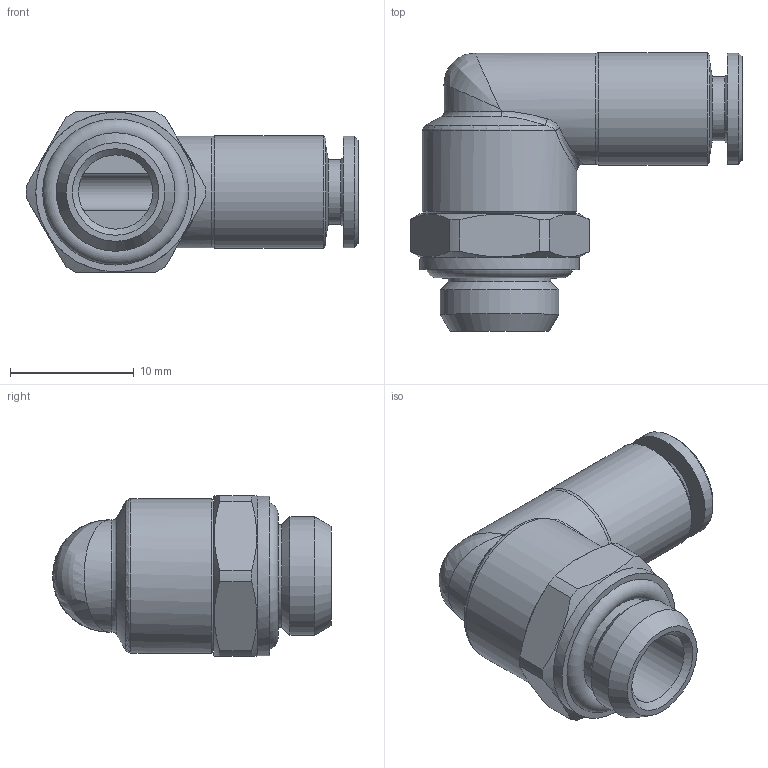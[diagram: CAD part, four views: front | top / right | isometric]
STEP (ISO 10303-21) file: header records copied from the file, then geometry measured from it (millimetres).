
FILE_DESCRIPTION(/* description */ ('STEP AP214'),/* implementation_level */ '2;1');
FILE_NAME(/* name */ 'A0060011',/* time_stamp */ '2023-04-13T08:22:45+02:00',/* author */ ('License CC BY-ND 4.0'),/* organization */ ('CADENAS'),/* preprocessor_version */ 'ST-DEVELOPER v19.3',/* originating_system */ 'PARTsolutions',/* authorisation */ ' ');
FILE_SCHEMA (('AUTOMOTIVE_DESIGN {1 0 10303 214 3 1 1}'));
Length unit declared in the file: millimetre
Products named in the file (1): A0060011
Bounding box: 26.85 x 22.55 x 13 mm (x, y, z)
Volume: 2376.6 mm3; surface area: 2056.8 mm2
Topology: 1 solids, 1 shells, 58 faces, 137 edges, 84 vertices
Faces by surface type: cylinder 19, plane 16, cone 13, bspline 6, torus 4
Full cylindrical faces by diameter (mm): 3 x1, 4.15 x1, 5.2 x1, 6 x1, 8.3 x1, 9 x2, 9.1 x1, 9.6 x1, 12.5 x1, 12.9 x1
Entity records: 2284 total; most frequent: CARTESIAN_POINT 753, DIRECTION 226, ORIENTED_EDGE 198, AXIS2_PLACEMENT_3D 106, EDGE_CURVE 99, EDGE_LOOP 89, FACE_BOUND 89, VERTEX_POINT 74
